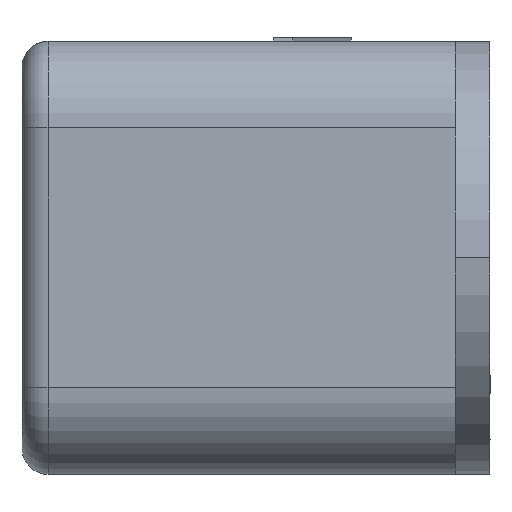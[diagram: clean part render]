
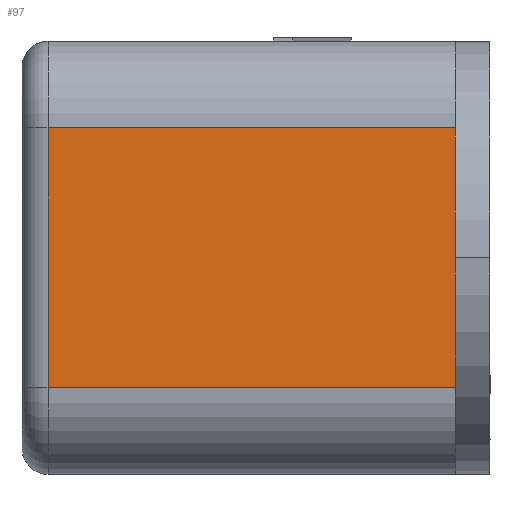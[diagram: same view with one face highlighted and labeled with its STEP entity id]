
A CAD part, left-side view. The second image highlights one B-rep face of the part: STEP entity #97.
In plain terms, the highlighted planar face has unit normal (-1, 0, 0).
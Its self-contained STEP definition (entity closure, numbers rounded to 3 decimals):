
#97 = ADVANCED_FACE( '', ( #512 ), #513, .T. );
#512 = FACE_OUTER_BOUND( '', #1252, .T. );
#513 = PLANE( '', #1253 );
#1252 = EDGE_LOOP( '', ( #2331, #2332, #2333, #2334 ) );
#1253 = AXIS2_PLACEMENT_3D( '', #2335, #2336, #2337 );
#2331 = ORIENTED_EDGE( '', *, *, #5030, .T. );
#2332 = ORIENTED_EDGE( '', *, *, #4990, .T. );
#2333 = ORIENTED_EDGE( '', *, *, #5031, .T. );
#2334 = ORIENTED_EDGE( '', *, *, #5032, .T. );
#2335 = CARTESIAN_POINT( '', ( -27., 27., -12.5 ) );
#2336 = DIRECTION( '', ( -1., 0., 0. ) );
#2337 = DIRECTION( '', ( 0., 1., 0. ) );
#4990 = EDGE_CURVE( '', #6145, #6150, #6152, .F. );
#5030 = EDGE_CURVE( '', #6223, #6145, #6224, .F. );
#5031 = EDGE_CURVE( '', #6150, #6225, #6226, .T. );
#5032 = EDGE_CURVE( '', #6225, #6223, #6227, .T. );
#6145 = VERTEX_POINT( '', #7875 );
#6150 = VERTEX_POINT( '', #7881 );
#6152 = LINE( '', #7883, #7884 );
#6223 = VERTEX_POINT( '', #7983 );
#6224 = LINE( '', #7984, #7985 );
#6225 = VERTEX_POINT( '', #7986 );
#6226 = LINE( '', #7987, #7988 );
#6227 = LINE( '', #7989, #7990 );
#7875 = CARTESIAN_POINT( '', ( -27., 25.5, 7.5 ) );
#7881 = CARTESIAN_POINT( '', ( -27., 25.5, -7.5 ) );
#7883 = CARTESIAN_POINT( '', ( -27., 25.5, -12.5 ) );
#7884 = VECTOR( '', #9526, 1000. );
#7983 = CARTESIAN_POINT( '', ( -27., 2., 7.5 ) );
#7984 = CARTESIAN_POINT( '', ( -27., 27., 7.5 ) );
#7985 = VECTOR( '', #9588, 1000. );
#7986 = CARTESIAN_POINT( '', ( -27., 2., -7.5 ) );
#7987 = CARTESIAN_POINT( '', ( -27., 27., -7.5 ) );
#7988 = VECTOR( '', #9589, 1000. );
#7989 = CARTESIAN_POINT( '', ( -27., 2., -12.5 ) );
#7990 = VECTOR( '', #9590, 1000. );
#9526 = DIRECTION( '', ( 0., 0., 1. ) );
#9588 = DIRECTION( '', ( 0., -1., 0. ) );
#9589 = DIRECTION( '', ( 0., -1., 0. ) );
#9590 = DIRECTION( '', ( 0., 0., 1. ) );
